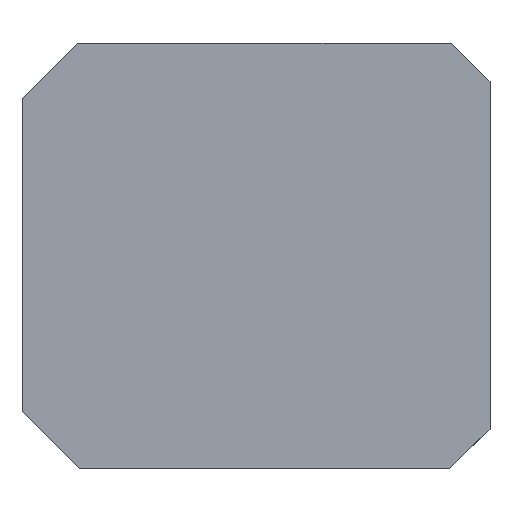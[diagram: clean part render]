
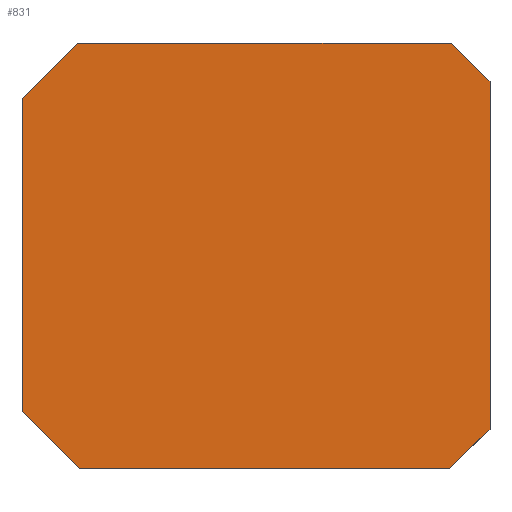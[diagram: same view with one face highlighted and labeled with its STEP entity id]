
A CAD part, top view. The second image highlights one B-rep face of the part: STEP entity #831.
In plain terms, the highlighted planar face has unit normal (0, 0, 1).
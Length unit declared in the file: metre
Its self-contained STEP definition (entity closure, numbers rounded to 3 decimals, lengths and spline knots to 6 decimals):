
#108=ORIENTED_EDGE('',*,*,#295,.F.);
#109=ORIENTED_EDGE('',*,*,#299,.F.);
#110=ORIENTED_EDGE('',*,*,#307,.F.);
#111=ORIENTED_EDGE('',*,*,#311,.F.);
#112=ORIENTED_EDGE('',*,*,#315,.F.);
#113=ORIENTED_EDGE('',*,*,#319,.F.);
#114=ORIENTED_EDGE('',*,*,#327,.F.);
#115=ORIENTED_EDGE('',*,*,#330,.F.);
#295=EDGE_CURVE('',#415,#412,#495,.T.);
#299=EDGE_CURVE('',#418,#415,#499,.T.);
#307=EDGE_CURVE('',#423,#418,#507,.T.);
#311=EDGE_CURVE('',#425,#423,#511,.T.);
#315=EDGE_CURVE('',#427,#425,#515,.T.);
#319=EDGE_CURVE('',#430,#427,#519,.T.);
#327=EDGE_CURVE('',#435,#430,#527,.T.);
#330=EDGE_CURVE('',#412,#435,#530,.T.);
#412=VERTEX_POINT('',#1209);
#415=VERTEX_POINT('',#1214);
#418=VERTEX_POINT('',#1222);
#423=VERTEX_POINT('',#1236);
#425=VERTEX_POINT('',#1243);
#427=VERTEX_POINT('',#1250);
#430=VERTEX_POINT('',#1258);
#435=VERTEX_POINT('',#1272);
#495=LINE('',#1215,#615);
#499=LINE('',#1223,#619);
#507=LINE('',#1237,#627);
#511=LINE('',#1244,#631);
#515=LINE('',#1251,#635);
#519=LINE('',#1259,#639);
#527=LINE('',#1273,#647);
#530=LINE('',#1277,#650);
#615=VECTOR('',#972,1.);
#619=VECTOR('',#978,1.);
#627=VECTOR('',#988,1.);
#631=VECTOR('',#994,1.);
#635=VECTOR('',#1000,1.);
#639=VECTOR('',#1006,1.);
#647=VECTOR('',#1016,1.);
#650=VECTOR('',#1021,1.);
#705=EDGE_LOOP('',(#108,#109,#110,#111,#112,#113,#114,#115));
#747=FACE_BOUND('',#705,.T.);
#789=PLANE('',#886);
#831=ADVANCED_FACE('',(#747),#789,.T.);
#886=AXIS2_PLACEMENT_3D('',#1279,#1023,#1024);
#972=DIRECTION('',(0.715,-0.699,0.));
#978=DIRECTION('',(1.,0.,0.));
#988=DIRECTION('',(0.713,0.701,0.));
#994=DIRECTION('',(0.,1.,0.));
#1000=DIRECTION('',(-0.706,0.708,0.));
#1006=DIRECTION('',(-1.,0.,0.));
#1016=DIRECTION('',(-0.717,-0.697,0.));
#1021=DIRECTION('',(0.,-1.,0.));
#1023=DIRECTION('',(0.,0.,1.));
#1024=DIRECTION('',(1.,0.,0.));
#1209=CARTESIAN_POINT('',(0.027651,0.019229,0.022));
#1214=CARTESIAN_POINT('',(0.023234,0.02355,0.022));
#1215=CARTESIAN_POINT('',(0.025442,0.02139,0.022));
#1222=CARTESIAN_POINT('',(-0.019408,0.02355,0.022));
#1223=CARTESIAN_POINT('',(-0.016544,0.02355,0.022));
#1236=CARTESIAN_POINT('',(-0.025736,0.017327,0.022));
#1237=CARTESIAN_POINT('',(-0.022572,0.020439,0.022));
#1243=CARTESIAN_POINT('',(-0.025736,-0.018404,0.022));
#1244=CARTESIAN_POINT('',(-0.025736,0.011459,0.022));
#1250=CARTESIAN_POINT('',(-0.019232,-0.024921,0.022));
#1251=CARTESIAN_POINT('',(-0.022484,-0.021663,0.022));
#1258=CARTESIAN_POINT('',(0.023053,-0.024921,0.022));
#1259=CARTESIAN_POINT('',(0.022139,-0.024921,0.022));
#1272=CARTESIAN_POINT('',(0.027651,-0.020449,0.022));
#1273=CARTESIAN_POINT('',(0.025352,-0.022685,0.022));
#1277=CARTESIAN_POINT('',(0.027651,0.011697,0.022));
#1279=CARTESIAN_POINT('',(0.000856,-0.000574,0.022));
